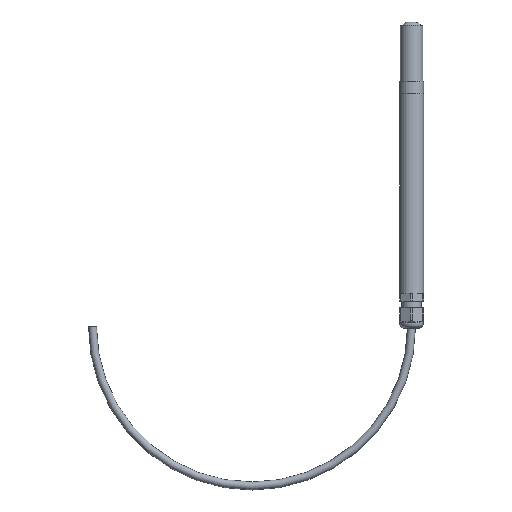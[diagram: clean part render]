
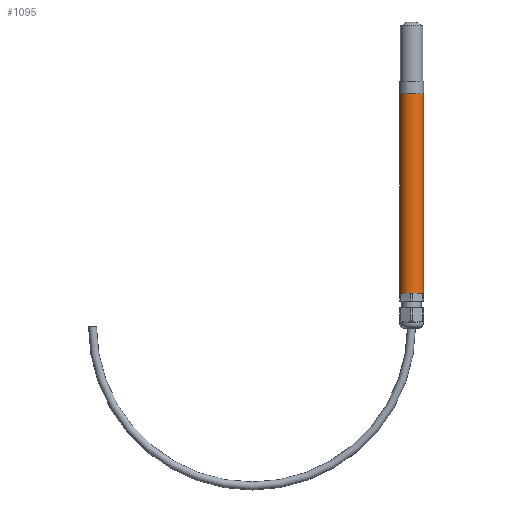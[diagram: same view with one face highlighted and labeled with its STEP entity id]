
A CAD part, front view. The second image highlights one B-rep face of the part: STEP entity #1095.
In plain terms, the highlighted cylindrical face has radius 7.5 mm (diameter 15 mm), a full revolution.
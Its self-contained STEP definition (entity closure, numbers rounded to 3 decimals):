
#171=LINE('',#2008,#221);
#221=VECTOR('',#1620,7.5);
#243=CYLINDRICAL_SURFACE('',#1278,7.5);
#309=FACE_OUTER_BOUND('',#390,.T.);
#390=EDGE_LOOP('',(#1003,#1004,#1005,#1006));
#468=CIRCLE('',#1274,7.5);
#471=CIRCLE('',#1279,7.5);
#564=VERTEX_POINT('',#1998);
#567=VERTEX_POINT('',#2007);
#710=EDGE_CURVE('',#564,#564,#468,.T.);
#714=EDGE_CURVE('',#564,#567,#171,.T.);
#715=EDGE_CURVE('',#567,#567,#471,.T.);
#1003=ORIENTED_EDGE('',*,*,#710,.F.);
#1004=ORIENTED_EDGE('',*,*,#714,.T.);
#1005=ORIENTED_EDGE('',*,*,#715,.T.);
#1006=ORIENTED_EDGE('',*,*,#714,.F.);
#1095=ADVANCED_FACE('',(#309),#243,.T.);
#1274=AXIS2_PLACEMENT_3D('',#1999,#1609,#1610);
#1278=AXIS2_PLACEMENT_3D('',#2006,#1618,#1619);
#1279=AXIS2_PLACEMENT_3D('',#2009,#1621,#1622);
#1609=DIRECTION('center_axis',(0.,0.,1.));
#1610=DIRECTION('ref_axis',(-1.,0.,0.));
#1618=DIRECTION('center_axis',(0.,0.,1.));
#1619=DIRECTION('ref_axis',(1.,0.,0.));
#1620=DIRECTION('',(0.,0.,-1.));
#1621=DIRECTION('center_axis',(0.,0.,1.));
#1622=DIRECTION('ref_axis',(1.,0.,0.));
#1998=CARTESIAN_POINT('',(-7.5,0.,125.));
#1999=CARTESIAN_POINT('Origin',(0.,0.,125.));
#2006=CARTESIAN_POINT('Origin',(0.,0.,0.));
#2007=CARTESIAN_POINT('',(-7.5,0.,0.));
#2008=CARTESIAN_POINT('',(-7.5,0.,0.));
#2009=CARTESIAN_POINT('Origin',(0.,0.,0.));
